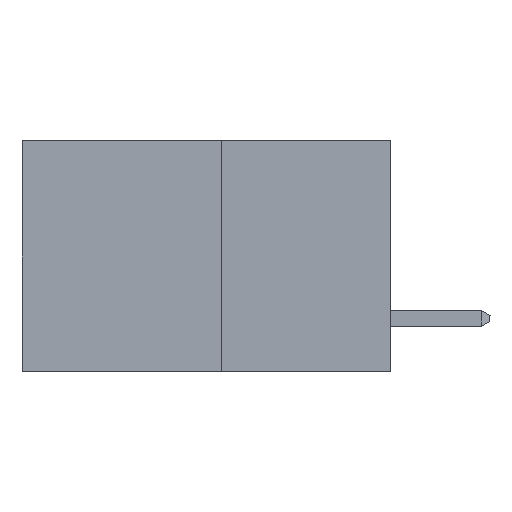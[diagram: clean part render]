
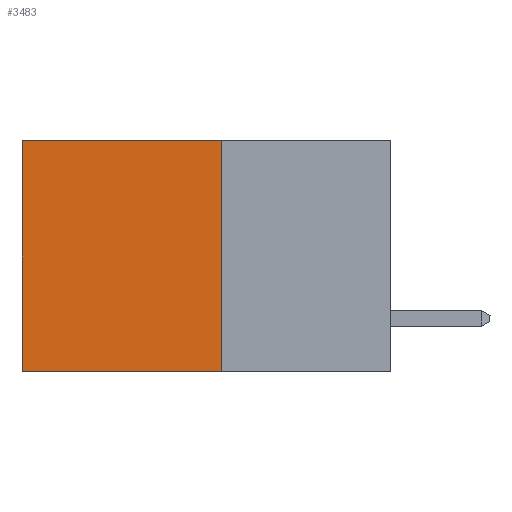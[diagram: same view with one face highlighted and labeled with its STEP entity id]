
A CAD part, left-side view. The second image highlights one B-rep face of the part: STEP entity #3483.
In plain terms, the highlighted planar face has unit normal (-1, 0, 0).
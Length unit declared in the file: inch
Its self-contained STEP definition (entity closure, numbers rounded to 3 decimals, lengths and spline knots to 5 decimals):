
#33 = CARTESIAN_POINT ( 'NONE',  ( 0.277, 0.27, -0.37 ) ) ;
#92 = EDGE_CURVE ( 'NONE', #8480, #3459, #7120, .T. ) ;
#565 = EDGE_LOOP ( 'NONE', ( #2578, #5201, #10352, #3145 ) ) ;
#586 = EDGE_CURVE ( 'NONE', #741, #4817, #6884, .T. ) ;
#741 = VERTEX_POINT ( 'NONE', #5191 ) ;
#935 = DIRECTION ( 'NONE',  ( 0., 0., -1. ) ) ;
#1932 = EDGE_CURVE ( 'NONE', #741, #8480, #9290, .T. ) ;
#1998 = VECTOR ( 'NONE', #4624, 39.37008 ) ;
#2578 = ORIENTED_EDGE ( 'NONE', *, *, #92, .T. ) ;
#3031 = DIRECTION ( 'NONE',  ( 0., 1., 0. ) ) ;
#3145 = ORIENTED_EDGE ( 'NONE', *, *, #1932, .T. ) ;
#3459 = VERTEX_POINT ( 'NONE', #4367 ) ;
#3483 = ADVANCED_FACE ( 'NONE', ( #5335 ), #7521, .F. ) ;
#3824 = AXIS2_PLACEMENT_3D ( 'NONE', #33, #6026, #935 ) ;
#4367 = CARTESIAN_POINT ( 'NONE',  ( 0.277, 0.59, -0.37 ) ) ;
#4605 = EDGE_CURVE ( 'NONE', #4817, #3459, #9118, .T. ) ;
#4624 = DIRECTION ( 'NONE',  ( 0., 0., -1. ) ) ;
#4817 = VERTEX_POINT ( 'NONE', #9507 ) ;
#4970 = CARTESIAN_POINT ( 'NONE',  ( 0.277, 0.59, 0. ) ) ;
#4976 = VECTOR ( 'NONE', #9999, 39.37008 ) ;
#5191 = CARTESIAN_POINT ( 'NONE',  ( 0.277, 0.27, 0. ) ) ;
#5201 = ORIENTED_EDGE ( 'NONE', *, *, #4605, .F. ) ;
#5335 = FACE_OUTER_BOUND ( 'NONE', #565, .T. ) ;
#6026 = DIRECTION ( 'NONE',  ( 1., 0., 0. ) ) ;
#6325 = DIRECTION ( 'NONE',  ( 0., 0., -1. ) ) ;
#6656 = VECTOR ( 'NONE', #6325, 39.37008 ) ;
#6884 = LINE ( 'NONE', #7008, #1998 ) ;
#7008 = CARTESIAN_POINT ( 'NONE',  ( 0.277, 0.27, -0.37 ) ) ;
#7120 = LINE ( 'NONE', #7489, #6656 ) ;
#7489 = CARTESIAN_POINT ( 'NONE',  ( 0.277, 0.59, -0.37 ) ) ;
#7521 = PLANE ( 'NONE',  #3824 ) ;
#8480 = VERTEX_POINT ( 'NONE', #4970 ) ;
#8894 = VECTOR ( 'NONE', #3031, 39.37008 ) ;
#9118 = LINE ( 'NONE', #9255, #8894 ) ;
#9255 = CARTESIAN_POINT ( 'NONE',  ( 0.277, 0.27, -0.37 ) ) ;
#9290 = LINE ( 'NONE', #9581, #4976 ) ;
#9507 = CARTESIAN_POINT ( 'NONE',  ( 0.277, 0.27, -0.37 ) ) ;
#9581 = CARTESIAN_POINT ( 'NONE',  ( 0.277, 0.27, 0. ) ) ;
#9999 = DIRECTION ( 'NONE',  ( 0., 1., 0. ) ) ;
#10352 = ORIENTED_EDGE ( 'NONE', *, *, #586, .F. ) ;
